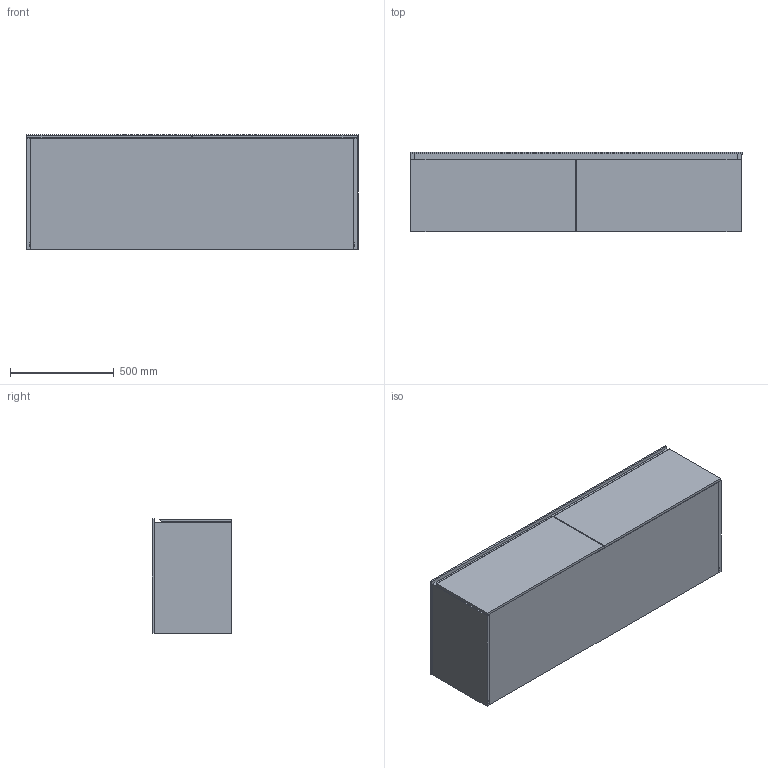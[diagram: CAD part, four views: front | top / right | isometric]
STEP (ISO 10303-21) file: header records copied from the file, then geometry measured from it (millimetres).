
FILE_DESCRIPTION (( 'STEP AP214' ), '1' );
FILE_NAME ('WP1600375-2AUSNERL-A.STEP', '2021-02-08T09:54:25', ( '' ), ( '' ), 'SwSTEP 2.0', 'SolidWorks 2020', '' );
FILE_SCHEMA (( 'AUTOMOTIVE_DESIGN' ));
Length unit declared in the file: millimetre
Products named in the file (3): WP1600375-2AUSNERL-A; WP 1600375-2AUSNERL-A_wt_Mit Hahnloch ohne šberlauf; WP 1600375-2AUSNERL-A_us_MDF lackiert<Wie bearbeitet>
Assembly tree (2 placements, depth 2):
  WP1600375-2AUSNERL-A
    WP 1600375-2AUSNERL-A_wt_Mit Hahnloch ohne šberlauf
    WP 1600375-2AUSNERL-A_us_MDF lackiert<Wie bearbeitet>
Bounding box: 1600 x 382 x 550 mm (x, y, z)
Volume: 69445141.8 mm3; surface area: 9375462.2 mm2
Topology: 19 solids, 19 shells, 264 faces, 653 edges, 424 vertices
Faces by surface type: plane 196, cylinder 44, bspline 24
Entity records: 13884 total; most frequent: CARTESIAN_POINT 7532, ORIENTED_EDGE 1296, DIRECTION 1128, EDGE_CURVE 648, LINE 502, VECTOR 502, VERTEX_POINT 424, AXIS2_PLACEMENT_3D 313
